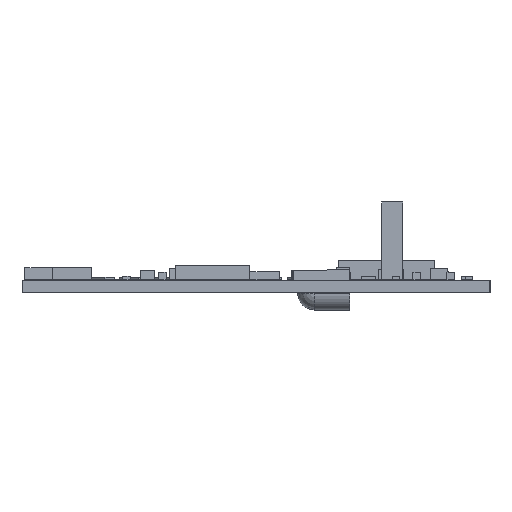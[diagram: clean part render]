
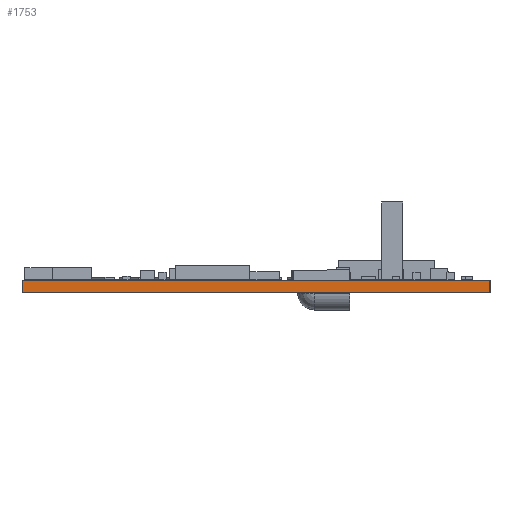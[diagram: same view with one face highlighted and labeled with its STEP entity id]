
A CAD part, left-side view. The second image highlights one B-rep face of the part: STEP entity #1753.
In plain terms, the highlighted planar face has unit normal (-1, 0, 0).
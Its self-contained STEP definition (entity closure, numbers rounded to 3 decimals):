
#1753=ADVANCED_FACE('',(#4357),#4358,.T.);
#4357=FACE_OUTER_BOUND('',#7704,.T.);
#4358=PLANE('',#7705);
#7704=EDGE_LOOP('',(#13226,#13227,#13228,#13229));
#7705=AXIS2_PLACEMENT_3D('',#13230,#13231,#13232);
#13226=ORIENTED_EDGE('',*,*,#20101,.F.);
#13227=ORIENTED_EDGE('',*,*,#20263,.T.);
#13228=ORIENTED_EDGE('',*,*,#20259,.T.);
#13229=ORIENTED_EDGE('',*,*,#20264,.F.);
#13230=CARTESIAN_POINT('',(2.54,53.34,-1.517));
#13231=DIRECTION('',(-1.0,0.0,0.0));
#13232=DIRECTION('',(0.0,0.0,1.0));
#20101=EDGE_CURVE('',#24134,#24129,#24136,.T.);
#20259=EDGE_CURVE('',#24310,#24307,#24311,.T.);
#20263=EDGE_CURVE('',#24134,#24310,#24316,.T.);
#20264=EDGE_CURVE('',#24129,#24307,#24317,.T.);
#24129=VERTEX_POINT('',#29724);
#24134=VERTEX_POINT('',#29731);
#24136=LINE('',#29734,#29735);
#24307=VERTEX_POINT('',#29923);
#24310=VERTEX_POINT('',#29927);
#24311=LINE('',#29928,#29929);
#24316=LINE('',#29936,#29937);
#24317=LINE('',#29938,#29939);
#29724=CARTESIAN_POINT('',(2.54,-2.54,-0.018));
#29731=CARTESIAN_POINT('',(2.54,53.34,-0.018));
#29734=CARTESIAN_POINT('',(2.54,25.4,-0.018));
#29735=VECTOR('',#36443,1.0);
#29923=CARTESIAN_POINT('',(2.54,-2.54,-1.517));
#29927=CARTESIAN_POINT('',(2.54,53.34,-1.517));
#29928=CARTESIAN_POINT('',(2.54,53.34,-1.517));
#29929=VECTOR('',#36669,1.0);
#29936=CARTESIAN_POINT('',(2.54,53.34,-0.767));
#29937=VECTOR('',#36672,1.0);
#29938=CARTESIAN_POINT('',(2.54,-2.54,-0.767));
#29939=VECTOR('',#36673,1.0);
#36443=DIRECTION('',(0.0,-1.0,0.0));
#36669=DIRECTION('',(0.0,-1.0,0.0));
#36672=DIRECTION('',(-0.0,-0.0,-1.0));
#36673=DIRECTION('',(-0.0,-0.0,-1.0));
